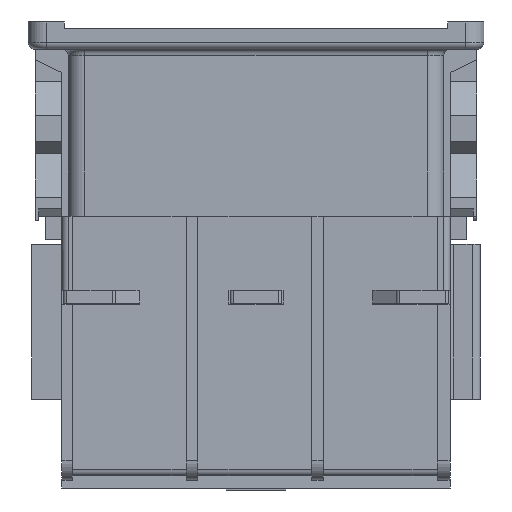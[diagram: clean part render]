
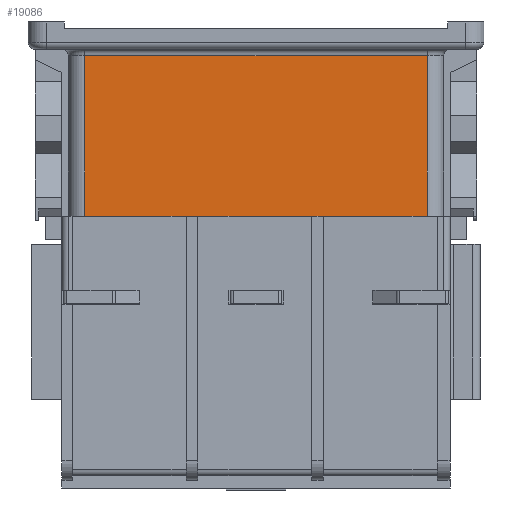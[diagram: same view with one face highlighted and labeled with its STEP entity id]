
A CAD part, front view. The second image highlights one B-rep face of the part: STEP entity #19086.
In plain terms, the highlighted planar face has unit normal (0, -1, 0).
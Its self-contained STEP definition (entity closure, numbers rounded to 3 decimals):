
#436 = EDGE_CURVE ( 'NONE', #952, #7400, #17012, .T. ) ;
#528 = CARTESIAN_POINT ( 'NONE',  ( -66.15, -58.42, -2.54 ) ) ;
#622 = CARTESIAN_POINT ( 'NONE',  ( -66.15, -58.42, -64.516 ) ) ;
#846 = DIRECTION ( 'NONE',  ( 0., 1., 0. ) ) ;
#952 = VERTEX_POINT ( 'NONE', #27035 ) ;
#4053 = EDGE_CURVE ( 'NONE', #7400, #27626, #25674, .T. ) ;
#6811 = LINE ( 'NONE', #26371, #23423 ) ;
#7288 = DIRECTION ( 'NONE',  ( 0., 0., 1. ) ) ;
#7400 = VERTEX_POINT ( 'NONE', #17010 ) ;
#9029 = DIRECTION ( 'NONE',  ( -1., 0., 0. ) ) ;
#10293 = EDGE_CURVE ( 'NONE', #27626, #19608, #20346, .T. ) ;
#10298 = CARTESIAN_POINT ( 'NONE',  ( 72.5, -58.42, -2.54 ) ) ;
#11172 = VECTOR ( 'NONE', #25013, 1000. ) ;
#12166 = AXIS2_PLACEMENT_3D ( 'NONE', #16257, #846, #7288 ) ;
#12296 = ORIENTED_EDGE ( 'NONE', *, *, #10293, .T. ) ;
#13220 = ORIENTED_EDGE ( 'NONE', *, *, #4053, .T. ) ;
#14053 = PLANE ( 'NONE',  #12166 ) ;
#16257 = CARTESIAN_POINT ( 'NONE',  ( 72.5, -58.42, -76.2 ) ) ;
#17010 = CARTESIAN_POINT ( 'NONE',  ( 66.15, -58.42, -2.54 ) ) ;
#17012 = LINE ( 'NONE', #26964, #11172 ) ;
#17028 = ORIENTED_EDGE ( 'NONE', *, *, #25498, .F. ) ;
#17547 = VECTOR ( 'NONE', #21380, 1000. ) ;
#18226 = FACE_OUTER_BOUND ( 'NONE', #24407, .T. ) ;
#19086 = ADVANCED_FACE ( 'NONE', ( #18226 ), #14053, .F. ) ;
#19608 = VERTEX_POINT ( 'NONE', #622 ) ;
#20346 = LINE ( 'NONE', #26048, #17547 ) ;
#21380 = DIRECTION ( 'NONE',  ( 0., 0., -1. ) ) ;
#23423 = VECTOR ( 'NONE', #9029, 1000. ) ;
#24407 = EDGE_LOOP ( 'NONE', ( #28351, #13220, #12296, #17028 ) ) ;
#25013 = DIRECTION ( 'NONE',  ( 0., 0., 1. ) ) ;
#25498 = EDGE_CURVE ( 'NONE', #952, #19608, #6811, .T. ) ;
#25674 = LINE ( 'NONE', #10298, #26745 ) ;
#26048 = CARTESIAN_POINT ( 'NONE',  ( -66.15, -58.42, -76.2 ) ) ;
#26371 = CARTESIAN_POINT ( 'NONE',  ( 72.5, -58.42, -64.516 ) ) ;
#26745 = VECTOR ( 'NONE', #28110, 1000. ) ;
#26964 = CARTESIAN_POINT ( 'NONE',  ( 66.15, -58.42, -76.2 ) ) ;
#27035 = CARTESIAN_POINT ( 'NONE',  ( 66.15, -58.42, -64.516 ) ) ;
#27626 = VERTEX_POINT ( 'NONE', #528 ) ;
#28110 = DIRECTION ( 'NONE',  ( -1., 0., 0. ) ) ;
#28351 = ORIENTED_EDGE ( 'NONE', *, *, #436, .T. ) ;
